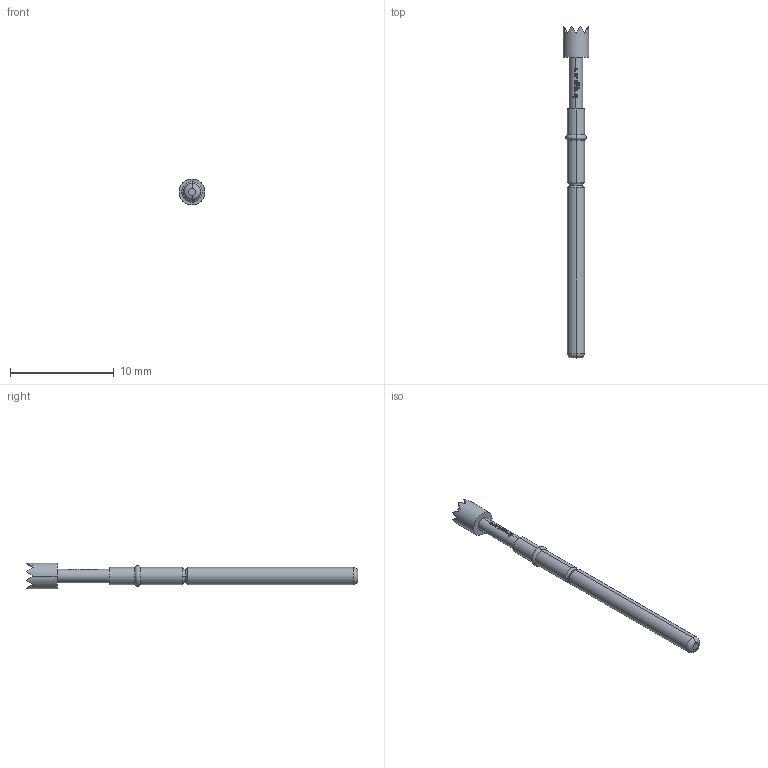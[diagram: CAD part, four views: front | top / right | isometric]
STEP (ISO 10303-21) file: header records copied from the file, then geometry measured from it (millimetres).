
FILE_DESCRIPTION (( 'STEP AP203' ), '1' );
FILE_NAME ('INGUN_GKS-912_306_250_R_xx03.STEP', '2021-10-20T13:19:37', ( 'ochi' ), ( '' ), 'SwSTEP 2.0', 'SolidWorks 2018', '' );
FILE_SCHEMA (( 'CONFIG_CONTROL_DESIGN' ));
Length unit declared in the file: millimetre
Products named in the file (1): INGUN_GKS-912_306_250_R_xx03
Bounding box: 2.5 x 32 x 2.5 mm (x, y, z)
Volume: 70.1 mm3; surface area: 182.1 mm2
Topology: 1 solids, 1 shells, 150 faces, 376 edges, 231 vertices
Faces by surface type: plane 91, cylinder 29, bspline 22, torus 8
Entity records: 5427 total; most frequent: CARTESIAN_POINT 2372, ORIENTED_EDGE 752, DIRECTION 414, EDGE_CURVE 376, VERTEX_POINT 231, B_SPLINE_CURVE_WITH_KNOTS 222, AXIS2_PLACEMENT_3D 163, EDGE_LOOP 153
